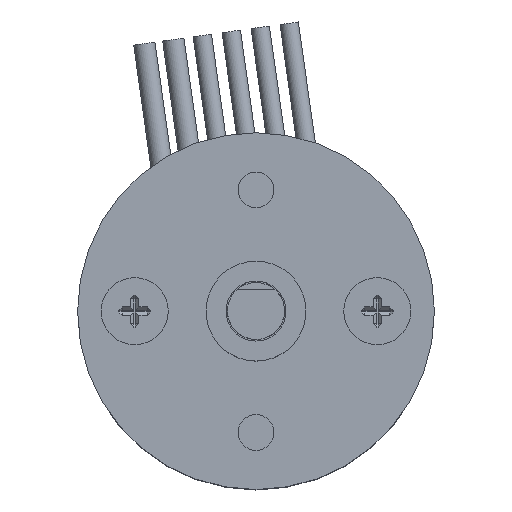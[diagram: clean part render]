
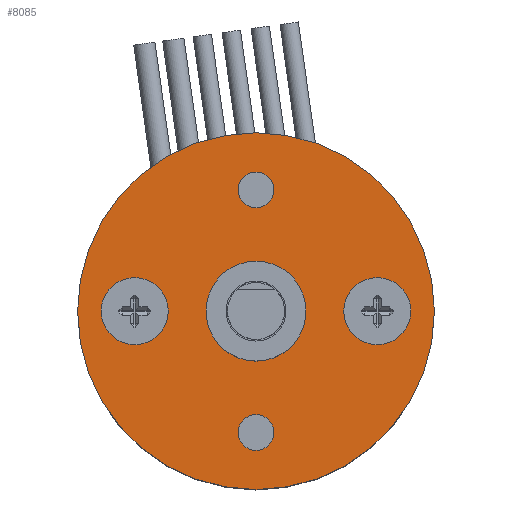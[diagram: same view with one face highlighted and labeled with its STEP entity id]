
A CAD part, top view. The second image highlights one B-rep face of the part: STEP entity #8085.
In plain terms, the highlighted planar face has unit normal (0, 0, 1).
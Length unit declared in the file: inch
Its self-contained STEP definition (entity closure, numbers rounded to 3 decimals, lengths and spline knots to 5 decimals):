
#140=PLANE('',#8707);
#441=FACE_BOUND('',#1216,.T.);
#442=FACE_BOUND('',#1217,.T.);
#443=FACE_BOUND('',#1218,.T.);
#444=FACE_BOUND('',#1219,.T.);
#445=FACE_BOUND('',#1220,.T.);
#725=FACE_OUTER_BOUND('',#1215,.T.);
#1215=EDGE_LOOP('',(#5608));
#1216=EDGE_LOOP('',(#5609));
#1217=EDGE_LOOP('',(#5610));
#1218=EDGE_LOOP('',(#5611));
#1219=EDGE_LOOP('',(#5612));
#1220=EDGE_LOOP('',(#5613));
#3232=CIRCLE('',#8657,0.09252);
#3234=CIRCLE('',#8660,0.09252);
#3251=CIRCLE('',#8686,0.04921);
#3253=CIRCLE('',#8689,0.04921);
#3254=CIRCLE('',#8691,0.1378);
#3262=CIRCLE('',#8702,0.49213);
#3579=VERTEX_POINT('',#14716);
#3581=VERTEX_POINT('',#14722);
#3598=VERTEX_POINT('',#14774);
#3600=VERTEX_POINT('',#14780);
#3601=VERTEX_POINT('',#14784);
#3611=VERTEX_POINT('',#14810);
#4340=EDGE_CURVE('',#3579,#3579,#3232,.T.);
#4343=EDGE_CURVE('',#3581,#3581,#3234,.T.);
#4369=EDGE_CURVE('',#3598,#3598,#3251,.T.);
#4372=EDGE_CURVE('',#3600,#3600,#3253,.T.);
#4373=EDGE_CURVE('',#3601,#3601,#3254,.T.);
#4386=EDGE_CURVE('',#3611,#3611,#3262,.T.);
#5608=ORIENTED_EDGE('',*,*,#4386,.F.);
#5609=ORIENTED_EDGE('',*,*,#4340,.T.);
#5610=ORIENTED_EDGE('',*,*,#4343,.F.);
#5611=ORIENTED_EDGE('',*,*,#4369,.F.);
#5612=ORIENTED_EDGE('',*,*,#4372,.F.);
#5613=ORIENTED_EDGE('',*,*,#4373,.F.);
#8085=ADVANCED_FACE('',(#725,#441,#442,#443,#444,#445),#140,.F.);
#8657=AXIS2_PLACEMENT_3D('',#14718,#9425,#9426);
#8660=AXIS2_PLACEMENT_3D('',#14724,#9432,#9433);
#8686=AXIS2_PLACEMENT_3D('',#14776,#9493,#9494);
#8689=AXIS2_PLACEMENT_3D('',#14782,#9500,#9501);
#8691=AXIS2_PLACEMENT_3D('',#14785,#9504,#9505);
#8702=AXIS2_PLACEMENT_3D('',#14811,#9531,#9532);
#8707=AXIS2_PLACEMENT_3D('',#14858,#9563,#9564);
#9425=DIRECTION('center_axis',(0.,0.,-1.));
#9426=DIRECTION('ref_axis',(-1.,0.,0.));
#9432=DIRECTION('center_axis',(0.,0.,1.));
#9433=DIRECTION('ref_axis',(1.,0.,0.));
#9493=DIRECTION('center_axis',(0.,0.,1.));
#9494=DIRECTION('ref_axis',(1.,0.,0.));
#9500=DIRECTION('center_axis',(0.,0.,1.));
#9501=DIRECTION('ref_axis',(1.,0.,0.));
#9504=DIRECTION('center_axis',(0.,0.,1.));
#9505=DIRECTION('ref_axis',(-1.,0.,0.));
#9531=DIRECTION('center_axis',(0.,0.,-1.));
#9532=DIRECTION('ref_axis',(-1.,0.,0.));
#9563=DIRECTION('center_axis',(0.,0.,-1.));
#9564=DIRECTION('ref_axis',(-1.,0.,0.));
#14716=CARTESIAN_POINT('',(0.78839,0.,0.72343));
#14718=CARTESIAN_POINT('Origin',(0.88091,0.,0.72343));
#14722=CARTESIAN_POINT('',(1.45768,0.,0.72343));
#14724=CARTESIAN_POINT('Origin',(1.5502,0.,0.72343));
#14774=CARTESIAN_POINT('',(1.16634,-0.33465,0.72343));
#14776=CARTESIAN_POINT('Origin',(1.21555,-0.33465,0.72343));
#14780=CARTESIAN_POINT('',(1.16634,0.33465,0.72343));
#14782=CARTESIAN_POINT('Origin',(1.21555,0.33465,0.72343));
#14784=CARTESIAN_POINT('',(1.35335,0.,0.72343));
#14785=CARTESIAN_POINT('Origin',(1.21555,0.,0.72343));
#14810=CARTESIAN_POINT('',(0.72343,0.,0.72343));
#14811=CARTESIAN_POINT('Origin',(1.21555,0.,0.72343));
#14858=CARTESIAN_POINT('Origin',(1.21555,0.,0.72343));
